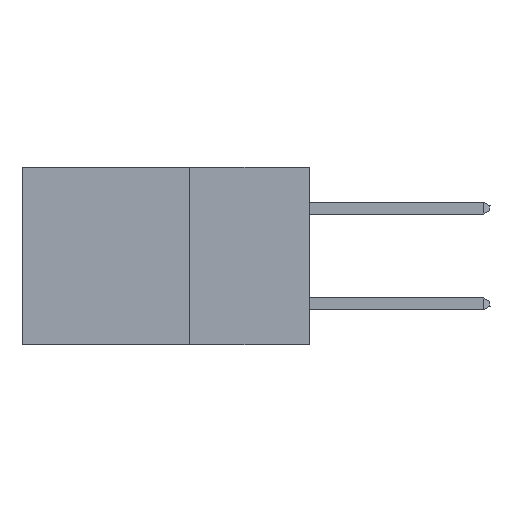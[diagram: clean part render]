
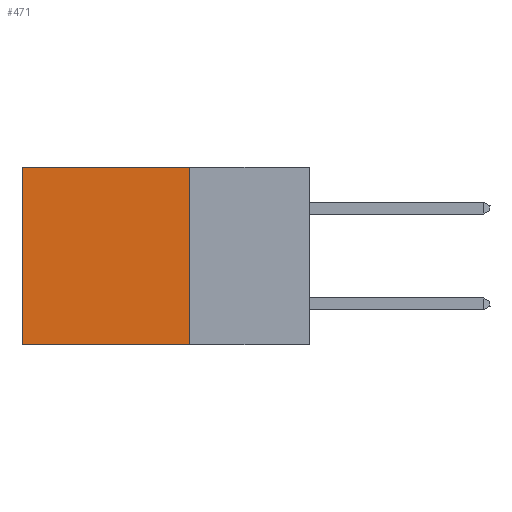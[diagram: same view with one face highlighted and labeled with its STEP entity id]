
A CAD part, left-side view. The second image highlights one B-rep face of the part: STEP entity #471.
In plain terms, the highlighted planar face has unit normal (-1, 0, 0).
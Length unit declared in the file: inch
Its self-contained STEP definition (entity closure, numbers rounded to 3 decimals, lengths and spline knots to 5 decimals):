
#471 = ADVANCED_FACE ( 'NONE', ( #989 ), #15556, .F. ) ;
#989 = FACE_OUTER_BOUND ( 'NONE', #19151, .T. ) ;
#1525 = DIRECTION ( 'NONE',  ( 0., 0., -1. ) ) ;
#1743 = CARTESIAN_POINT ( 'NONE',  ( 0.2875, 0.6, 0. ) ) ;
#1773 = DIRECTION ( 'NONE',  ( 1., 0., 0. ) ) ;
#1993 = CARTESIAN_POINT ( 'NONE',  ( 0.2875, 0.25, 0. ) ) ;
#2428 = ORIENTED_EDGE ( 'NONE', *, *, #14284, .T. ) ;
#3265 = VERTEX_POINT ( 'NONE', #4971 ) ;
#4200 = ORIENTED_EDGE ( 'NONE', *, *, #17838, .T. ) ;
#4620 = CARTESIAN_POINT ( 'NONE',  ( 0.2875, 0.25, 0. ) ) ;
#4971 = CARTESIAN_POINT ( 'NONE',  ( 0.2875, 0.6, -0.37 ) ) ;
#5793 = DIRECTION ( 'NONE',  ( 0., 1., 0. ) ) ;
#7052 = AXIS2_PLACEMENT_3D ( 'NONE', #4620, #1773, #1525 ) ;
#7183 = VERTEX_POINT ( 'NONE', #17648 ) ;
#7202 = CARTESIAN_POINT ( 'NONE',  ( 0.2875, 0.25, 0. ) ) ;
#8181 = VECTOR ( 'NONE', #5793, 39.37008 ) ;
#8831 = DIRECTION ( 'NONE',  ( 0., 1., 0. ) ) ;
#9062 = CARTESIAN_POINT ( 'NONE',  ( 0.2875, 0.25, 0. ) ) ;
#9628 = CARTESIAN_POINT ( 'NONE',  ( 0.2875, 0.6, 0. ) ) ;
#9821 = LINE ( 'NONE', #1993, #12987 ) ;
#10179 = CARTESIAN_POINT ( 'NONE',  ( 0.2875, 0.25, -0.37 ) ) ;
#11125 = LINE ( 'NONE', #7202, #13342 ) ;
#12802 = DIRECTION ( 'NONE',  ( 0., 0., -1. ) ) ;
#12965 = DIRECTION ( 'NONE',  ( 0., 0., -1. ) ) ;
#12987 = VECTOR ( 'NONE', #12802, 39.37008 ) ;
#13082 = EDGE_CURVE ( 'NONE', #7183, #3265, #15907, .T. ) ;
#13342 = VECTOR ( 'NONE', #8831, 39.37008 ) ;
#13390 = VERTEX_POINT ( 'NONE', #1743 ) ;
#14284 = EDGE_CURVE ( 'NONE', #13390, #3265, #14456, .T. ) ;
#14456 = LINE ( 'NONE', #9628, #19782 ) ;
#14670 = ORIENTED_EDGE ( 'NONE', *, *, #13082, .F. ) ;
#14761 = EDGE_CURVE ( 'NONE', #15756, #7183, #9821, .T. ) ;
#15556 = PLANE ( 'NONE',  #7052 ) ;
#15756 = VERTEX_POINT ( 'NONE', #9062 ) ;
#15907 = LINE ( 'NONE', #10179, #8181 ) ;
#16333 = ORIENTED_EDGE ( 'NONE', *, *, #14761, .F. ) ;
#17648 = CARTESIAN_POINT ( 'NONE',  ( 0.2875, 0.25, -0.37 ) ) ;
#17838 = EDGE_CURVE ( 'NONE', #15756, #13390, #11125, .T. ) ;
#19151 = EDGE_LOOP ( 'NONE', ( #2428, #14670, #16333, #4200 ) ) ;
#19782 = VECTOR ( 'NONE', #12965, 39.37008 ) ;
